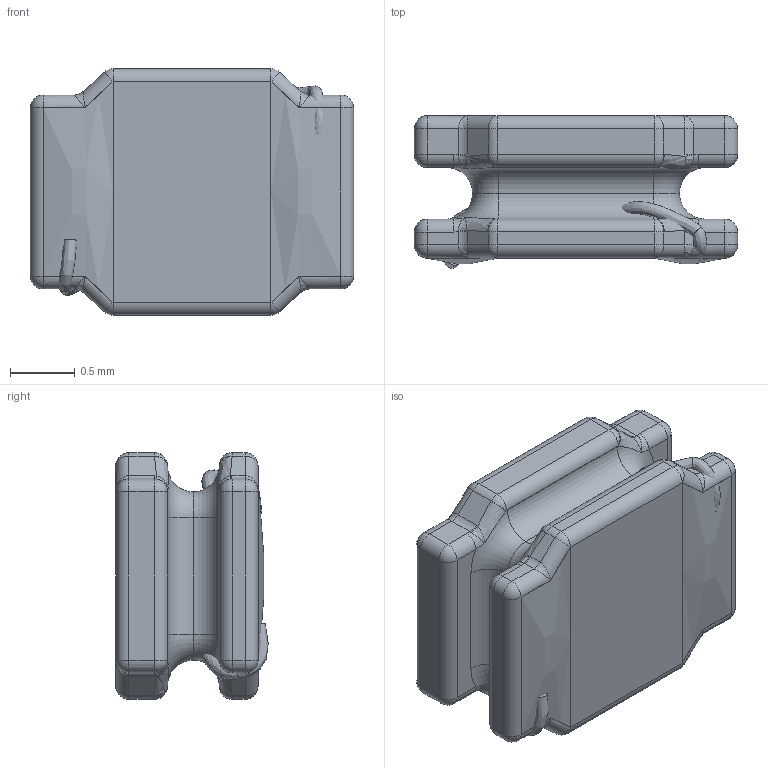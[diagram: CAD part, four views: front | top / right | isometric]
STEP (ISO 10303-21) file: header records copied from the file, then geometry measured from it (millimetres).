
FILE_DESCRIPTION (( 'STEP AP214' ), '1' );
FILE_NAME ('NR2520.STEP', '2021-05-02T12:46:58', ( 'XS' ), ( 'DK' ), 'SwSTEP 2.0', 'SolidWorks 2018', '' );
FILE_SCHEMA (( 'AUTOMOTIVE_DESIGN' ));
Length unit declared in the file: millimetre
Products named in the file (1): NR2520
Bounding box: 2.5 x 1.18 x 1.91 mm (x, y, z)
Volume: 4 mm3; surface area: 20.2 mm2
Topology: 2 solids, 2 shells, 215 faces, 484 edges, 225 vertices
Faces by surface type: cylinder 80, plane 48, bspline 47, sphere 32, torus 8
Entity records: 7757 total; most frequent: CARTESIAN_POINT 2999, ORIENTED_EDGE 858, DIRECTION 844, EDGE_CURVE 429, AXIS2_PLACEMENT_3D 343, VERTEX_POINT 223, EDGE_LOOP 220, FACE_OUTER_BOUND 220
